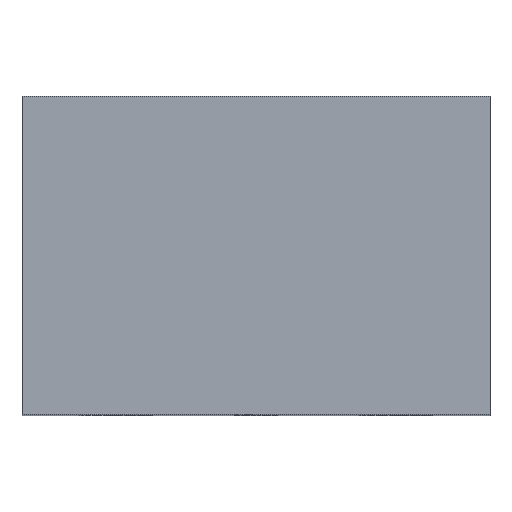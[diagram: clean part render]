
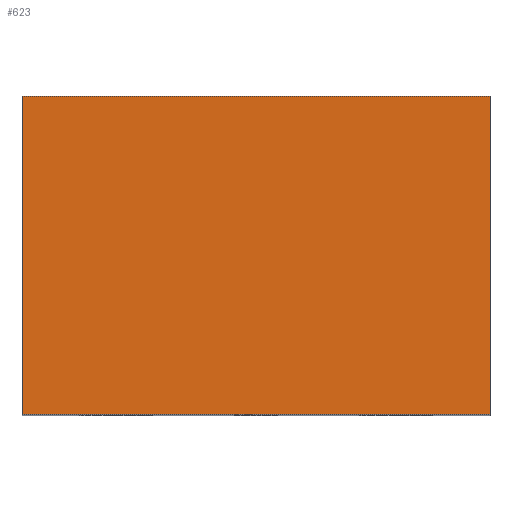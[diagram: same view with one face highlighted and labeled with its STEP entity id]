
A CAD part, top view. The second image highlights one B-rep face of the part: STEP entity #623.
In plain terms, the highlighted planar face has unit normal (0, 0, 1).
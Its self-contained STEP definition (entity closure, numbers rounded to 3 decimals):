
#5 = DIRECTION ( 'NONE',  ( -1., 0., 0. ) ) ;
#170 = VECTOR ( 'NONE', #1225, 1000. ) ;
#196 = ORIENTED_EDGE ( 'NONE', *, *, #1639, .F. ) ;
#251 = PLANE ( 'NONE',  #840 ) ;
#285 = CARTESIAN_POINT ( 'NONE',  ( -18493.947, 17., -11279.191 ) ) ;
#346 = CARTESIAN_POINT ( 'NONE',  ( -18493.947, 0., -11279.191 ) ) ;
#430 = VERTEX_POINT ( 'NONE', #739 ) ;
#493 = CARTESIAN_POINT ( 'NONE',  ( -18468.947, 17., -11279.191 ) ) ;
#531 = ORIENTED_EDGE ( 'NONE', *, *, #810, .T. ) ;
#556 = VERTEX_POINT ( 'NONE', #1408 ) ;
#612 = VERTEX_POINT ( 'NONE', #493 ) ;
#623 = ADVANCED_FACE ( 'NONE', ( #786 ), #251, .F. ) ;
#657 = CARTESIAN_POINT ( 'NONE',  ( -18468.947, 0., -11279.191 ) ) ;
#698 = VECTOR ( 'NONE', #1094, 1000. ) ;
#739 = CARTESIAN_POINT ( 'NONE',  ( -18493.947, 0., -11279.191 ) ) ;
#767 = LINE ( 'NONE', #1537, #1076 ) ;
#774 = CARTESIAN_POINT ( 'NONE',  ( -18493.947, 17., -11279.191 ) ) ;
#786 = FACE_OUTER_BOUND ( 'NONE', #1092, .T. ) ;
#802 = LINE ( 'NONE', #285, #1098 ) ;
#810 = EDGE_CURVE ( 'NONE', #556, #430, #767, .T. ) ;
#840 = AXIS2_PLACEMENT_3D ( 'NONE', #774, #1283, #5 ) ;
#890 = DIRECTION ( 'NONE',  ( 0., -1., 0. ) ) ;
#895 = EDGE_CURVE ( 'NONE', #556, #612, #802, .T. ) ;
#1035 = VERTEX_POINT ( 'NONE', #657 ) ;
#1076 = VECTOR ( 'NONE', #890, 1000. ) ;
#1092 = EDGE_LOOP ( 'NONE', ( #1299, #196, #1367, #531 ) ) ;
#1094 = DIRECTION ( 'NONE',  ( 1., 0., 0. ) ) ;
#1098 = VECTOR ( 'NONE', #1297, 1000. ) ;
#1113 = LINE ( 'NONE', #346, #698 ) ;
#1225 = DIRECTION ( 'NONE',  ( 0., -1., 0. ) ) ;
#1237 = CARTESIAN_POINT ( 'NONE',  ( -18468.947, 17., -11279.191 ) ) ;
#1283 = DIRECTION ( 'NONE',  ( 0., 0., -1. ) ) ;
#1297 = DIRECTION ( 'NONE',  ( 1., 0., 0. ) ) ;
#1299 = ORIENTED_EDGE ( 'NONE', *, *, #1404, .T. ) ;
#1362 = LINE ( 'NONE', #1237, #170 ) ;
#1367 = ORIENTED_EDGE ( 'NONE', *, *, #895, .F. ) ;
#1404 = EDGE_CURVE ( 'NONE', #430, #1035, #1113, .T. ) ;
#1408 = CARTESIAN_POINT ( 'NONE',  ( -18493.947, 17., -11279.191 ) ) ;
#1537 = CARTESIAN_POINT ( 'NONE',  ( -18493.947, 17., -11279.191 ) ) ;
#1639 = EDGE_CURVE ( 'NONE', #612, #1035, #1362, .T. ) ;
